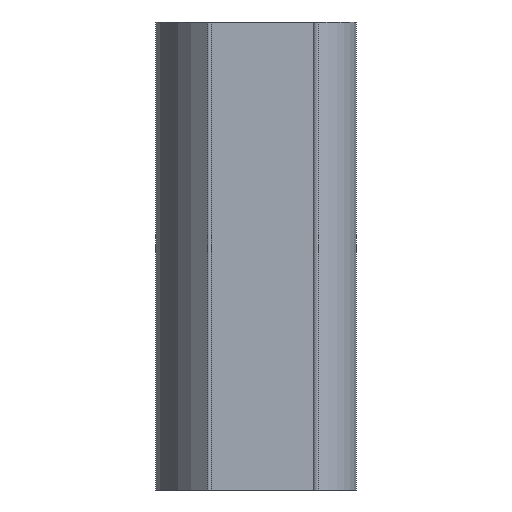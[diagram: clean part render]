
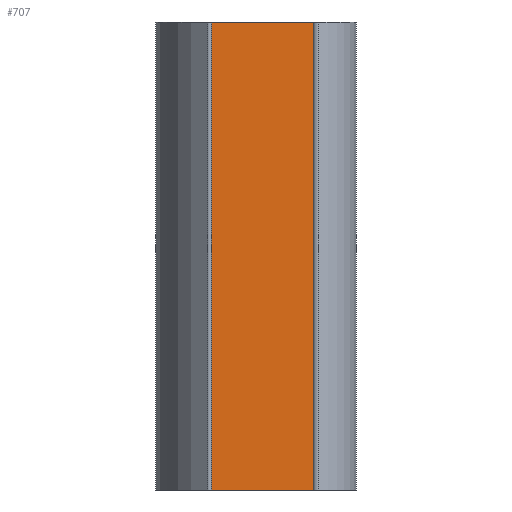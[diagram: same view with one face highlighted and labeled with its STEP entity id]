
A CAD part, left-side view. The second image highlights one B-rep face of the part: STEP entity #707.
In plain terms, the highlighted planar face has unit normal (-1, -0.017, 0).
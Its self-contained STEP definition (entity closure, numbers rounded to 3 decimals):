
#244 = ORIENTED_EDGE ( 'NONE', *, *, #381, .T. ) ;
#381 = EDGE_CURVE ( 'NONE', #11793, #8078, #12733, .T. ) ;
#707 = ADVANCED_FACE ( 'NONE', ( #3675 ), #1926, .T. ) ;
#773 = CARTESIAN_POINT ( 'NONE',  ( -1.804, -33., -100. ) ) ;
#947 = CARTESIAN_POINT ( 'NONE',  ( -2.317, -2.193, -100. ) ) ;
#1926 = PLANE ( 'NONE',  #13534 ) ;
#1957 = VECTOR ( 'NONE', #8623, 1000. ) ;
#2221 = LINE ( 'NONE', #9567, #8219 ) ;
#2785 = DIRECTION ( 'NONE',  ( -1., -0.017, 0. ) ) ;
#3168 = EDGE_CURVE ( 'NONE', #6306, #7686, #6682, .T. ) ;
#3191 = LINE ( 'NONE', #3545, #5509 ) ;
#3545 = CARTESIAN_POINT ( 'NONE',  ( -2.317, -2.193, -100. ) ) ;
#3675 = FACE_OUTER_BOUND ( 'NONE', #6222, .T. ) ;
#5183 = DIRECTION ( 'NONE',  ( 0.017, -1., 0. ) ) ;
#5509 = VECTOR ( 'NONE', #9509, 1000. ) ;
#5555 = ORIENTED_EDGE ( 'NONE', *, *, #3168, .F. ) ;
#5965 = CARTESIAN_POINT ( 'NONE',  ( -2.317, -2.193, 0. ) ) ;
#6222 = EDGE_LOOP ( 'NONE', ( #5555, #10665, #244, #9110 ) ) ;
#6306 = VERTEX_POINT ( 'NONE', #5965 ) ;
#6571 = CARTESIAN_POINT ( 'NONE',  ( -1.804, -33., 0. ) ) ;
#6682 = LINE ( 'NONE', #8238, #12122 ) ;
#7686 = VERTEX_POINT ( 'NONE', #6571 ) ;
#8078 = VERTEX_POINT ( 'NONE', #773 ) ;
#8219 = VECTOR ( 'NONE', #8576, 1000. ) ;
#8238 = CARTESIAN_POINT ( 'NONE',  ( -2.317, -2.193, 0. ) ) ;
#8576 = DIRECTION ( 'NONE',  ( 0., 0., 1. ) ) ;
#8586 = CARTESIAN_POINT ( 'NONE',  ( -2.317, -2.193, -100. ) ) ;
#8623 = DIRECTION ( 'NONE',  ( 0.017, -1., 0. ) ) ;
#9110 = ORIENTED_EDGE ( 'NONE', *, *, #10597, .T. ) ;
#9415 = DIRECTION ( 'NONE',  ( 0.017, -1., 0. ) ) ;
#9508 = CARTESIAN_POINT ( 'NONE',  ( -2.317, -2.193, -100. ) ) ;
#9509 = DIRECTION ( 'NONE',  ( 0., 0., 1. ) ) ;
#9567 = CARTESIAN_POINT ( 'NONE',  ( -1.804, -33., -100. ) ) ;
#10597 = EDGE_CURVE ( 'NONE', #8078, #7686, #2221, .T. ) ;
#10665 = ORIENTED_EDGE ( 'NONE', *, *, #13224, .F. ) ;
#11793 = VERTEX_POINT ( 'NONE', #8586 ) ;
#12122 = VECTOR ( 'NONE', #9415, 1000. ) ;
#12733 = LINE ( 'NONE', #947, #1957 ) ;
#13224 = EDGE_CURVE ( 'NONE', #11793, #6306, #3191, .T. ) ;
#13534 = AXIS2_PLACEMENT_3D ( 'NONE', #9508, #2785, #5183 ) ;
